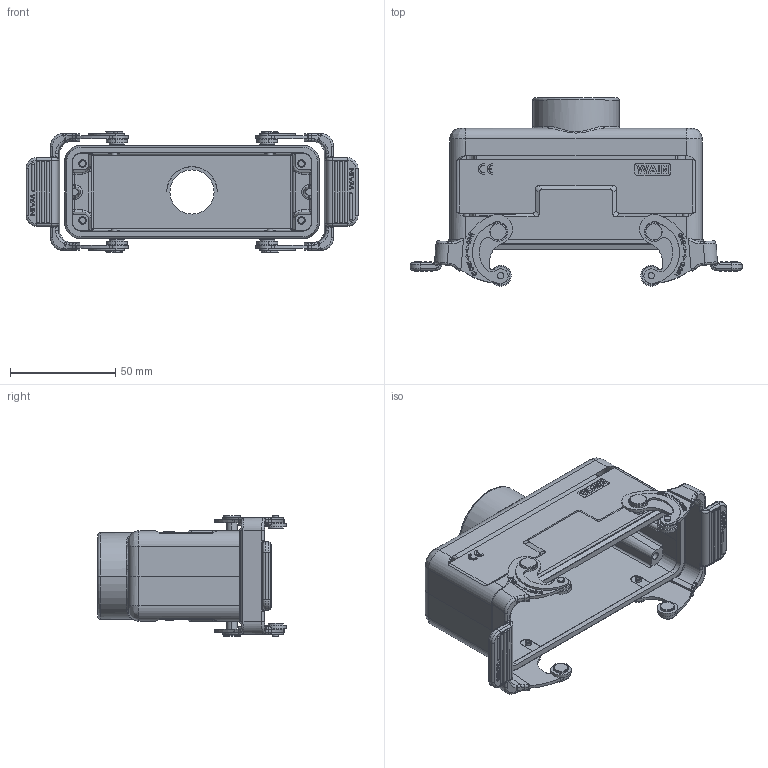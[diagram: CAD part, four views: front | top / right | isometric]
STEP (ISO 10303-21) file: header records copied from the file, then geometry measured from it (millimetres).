
FILE_DESCRIPTION(/* description */ (''),/* implementation_level */ '2;1');
FILE_NAME(/* name */ 'M25.stp',/* time_stamp */ '2022-09-09T11:31:49+08:00',/* author */ (''),/* organization */ (''),/* preprocessor_version */ 'ST-DEVELOPER v18.1',/* originating_system */ 'SIEMENS PLM Software NX 1980',/* authorisation */ '');
FILE_SCHEMA (('AP203_CONFIGURATION_CONTROLLED_3D_DESIGN_OF_MECHANICAL_PARTS_AND_ASSEMBLIES_MIM_LF { 1 0 10303 403 2 1 2}'));
Products named in the file (1): M25
Bounding box: 157.8 x 89.4 x 57.5 mm (x, y, z)
Volume: 100039 mm3; surface area: 60766.8 mm2
Topology: 1 solids, 2 shells, 1604 faces, 4295 edges, 2813 vertices
Faces by surface type: plane 799, cylinder 475, torus 98, extrusion 80, cone 56, sphere 48, bspline 46, revolution 2
Entity records: 61861 total; most frequent: CARTESIAN_POINT 15604, ORIENTED_EDGE 8490, DIRECTION 7480, EDGE_CURVE 4245, VERTEX_POINT 2813, AXIS2_PLACEMENT_3D 2599, VECTOR 2280, LINE 2200
